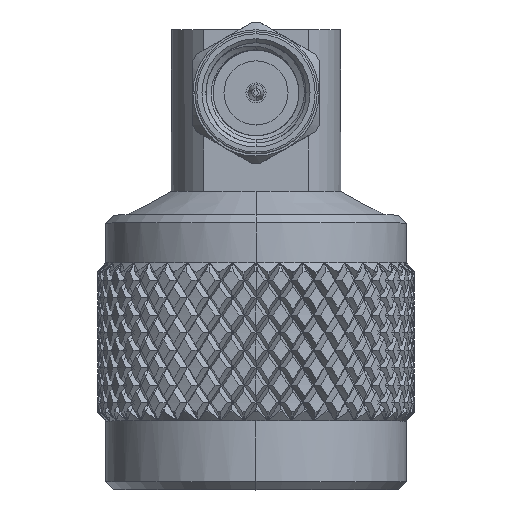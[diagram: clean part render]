
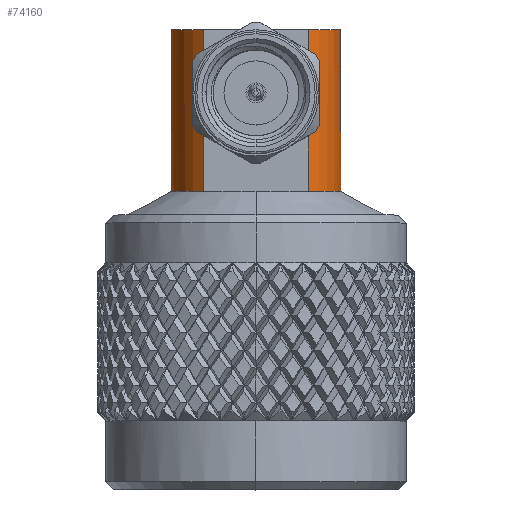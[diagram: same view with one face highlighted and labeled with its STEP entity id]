
A CAD part, top view. The second image highlights one B-rep face of the part: STEP entity #74160.
In plain terms, the highlighted cylindrical face has radius 5.395 mm (diameter 10.79 mm), a partial arc.
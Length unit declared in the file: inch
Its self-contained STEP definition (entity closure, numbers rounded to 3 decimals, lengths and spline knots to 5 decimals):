
#13 = ORIENTED_EDGE ( 'NONE', *, *, #62422, .F. ) ;
#2438 = VERTEX_POINT ( 'NONE', #46549 ) ;
#6751 = EDGE_CURVE ( 'NONE', #2438, #80747, #71380, .T. ) ;
#8235 = DIRECTION ( 'NONE',  ( 1., 0., 0. ) ) ;
#9252 = DIRECTION ( 'NONE',  ( -1., 0., 0. ) ) ;
#9600 = LINE ( 'NONE', #52195, #82765 ) ;
#12558 = EDGE_CURVE ( 'NONE', #66094, #40336, #33769, .T. ) ;
#13781 = EDGE_CURVE ( 'NONE', #80747, #74748, #15565, .T. ) ;
#15293 = AXIS2_PLACEMENT_3D ( 'NONE', #37994, #22581, #65686 ) ;
#15565 = CIRCLE ( 'NONE', #41925, 0.21241 ) ;
#18779 = FACE_OUTER_BOUND ( 'NONE', #41145, .T. ) ;
#22581 = DIRECTION ( 'NONE',  ( -1., 0., 0. ) ) ;
#23481 = CARTESIAN_POINT ( 'NONE',  ( 0.46208, -0.13037, 0.16769 ) ) ;
#25018 = DIRECTION ( 'NONE',  ( -1., 0., 0. ) ) ;
#33769 = CIRCLE ( 'NONE', #57965, 0.21241 ) ;
#37994 = CARTESIAN_POINT ( 'NONE',  ( -5.70743, 0., 0. ) ) ;
#40336 = VERTEX_POINT ( 'NONE', #23481 ) ;
#40769 = DIRECTION ( 'NONE',  ( 0., 0., 1. ) ) ;
#41145 = EDGE_LOOP ( 'NONE', ( #92705, #13, #48456, #49726, #64767 ) ) ;
#41251 = CYLINDRICAL_SURFACE ( 'NONE', #15293, 0.21241 ) ;
#41925 = AXIS2_PLACEMENT_3D ( 'NONE', #89697, #25018, #75666 ) ;
#45128 = AXIS2_PLACEMENT_3D ( 'NONE', #51984, #9252, #62400 ) ;
#46549 = CARTESIAN_POINT ( 'NONE',  ( 0.05962, 0.13037, 0.16769 ) ) ;
#48456 = ORIENTED_EDGE ( 'NONE', *, *, #13781, .F. ) ;
#49726 = ORIENTED_EDGE ( 'NONE', *, *, #6751, .F. ) ;
#50124 = EDGE_CURVE ( 'NONE', #2438, #66094, #9600, .T. ) ;
#51984 = CARTESIAN_POINT ( 'NONE',  ( 0.05962, 0., 0. ) ) ;
#52195 = CARTESIAN_POINT ( 'NONE',  ( 0.05962, 0.13037, 0.16769 ) ) ;
#52415 = CARTESIAN_POINT ( 'NONE',  ( 0.05962, 0., -0.21241 ) ) ;
#55677 = DIRECTION ( 'NONE',  ( 1., 0., 0. ) ) ;
#57965 = AXIS2_PLACEMENT_3D ( 'NONE', #61826, #75716, #40769 ) ;
#61118 = LINE ( 'NONE', #83334, #62232 ) ;
#61826 = CARTESIAN_POINT ( 'NONE',  ( 0.46208, 0., 0. ) ) ;
#62232 = VECTOR ( 'NONE', #55677, 39.37008 ) ;
#62400 = DIRECTION ( 'NONE',  ( 0., 0., 1. ) ) ;
#62422 = EDGE_CURVE ( 'NONE', #74748, #40336, #61118, .T. ) ;
#64767 = ORIENTED_EDGE ( 'NONE', *, *, #50124, .T. ) ;
#65686 = DIRECTION ( 'NONE',  ( 0., 0., 1. ) ) ;
#66094 = VERTEX_POINT ( 'NONE', #83089 ) ;
#68421 = CARTESIAN_POINT ( 'NONE',  ( 0.05962, -0.13037, 0.16769 ) ) ;
#71380 = CIRCLE ( 'NONE', #45128, 0.21241 ) ;
#74160 = ADVANCED_FACE ( 'NONE', ( #18779 ), #41251, .T. ) ;
#74748 = VERTEX_POINT ( 'NONE', #68421 ) ;
#75666 = DIRECTION ( 'NONE',  ( 0., 0., 1. ) ) ;
#75716 = DIRECTION ( 'NONE',  ( -1., 0., 0. ) ) ;
#80747 = VERTEX_POINT ( 'NONE', #52415 ) ;
#82765 = VECTOR ( 'NONE', #8235, 39.37008 ) ;
#83089 = CARTESIAN_POINT ( 'NONE',  ( 0.46208, 0.13037, 0.16769 ) ) ;
#83334 = CARTESIAN_POINT ( 'NONE',  ( 0.05962, -0.13037, 0.16769 ) ) ;
#89697 = CARTESIAN_POINT ( 'NONE',  ( 0.05962, 0., 0. ) ) ;
#92705 = ORIENTED_EDGE ( 'NONE', *, *, #12558, .T. ) ;
